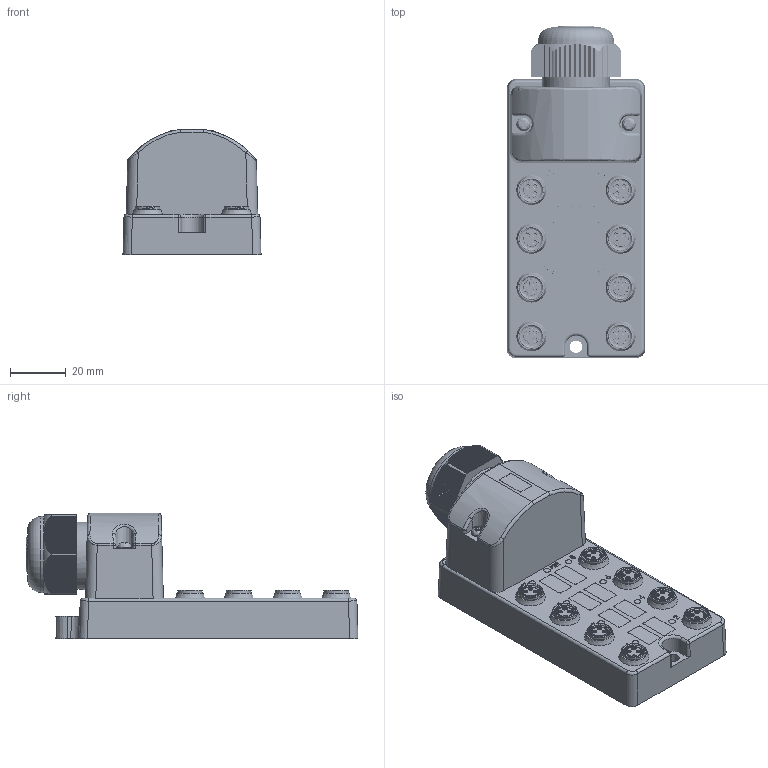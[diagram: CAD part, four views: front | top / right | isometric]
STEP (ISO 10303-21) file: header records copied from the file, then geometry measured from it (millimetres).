
FILE_DESCRIPTION(/* description */ (''),/* implementation_level */ '2;1');
FILE_NAME(/* name */ '',/* time_stamp */ '2025-04-08T13:44:50+08:00',/* author */ (''),/* organization */ (''),/* preprocessor_version */ 'ST-DEVELOPER v14',/* originating_system */ 'SIEMENS PLM Software NX 8.0',/* authorisation */ '');
FILE_SCHEMA (('AUTOMOTIVE_DESIGN { 1 0 10303 214 3 1 1 1 }'));
Products named in the file (1): Admi58EC062Ddiwl
Bounding box: 49.55 x 119.1 x 45.01 mm (x, y, z)
Volume: 123159.8 mm3; surface area: 38902.9 mm2
Topology: 4 solids, 39 shells, 4508 faces, 12204 edges, 7919 vertices
Faces by surface type: plane 3294, cylinder 708, cone 162, bspline 124, torus 121, sphere 78, extrusion 21
Full cylindrical faces by diameter (mm): 1.2 x24, 1.5 x24, 2.1 x18, 2.7 x18, 2.8 x20, 3 x2, 4.5 x2, 5 x2, 7.6 x8, 8 x1, 14.5 x1, 24.105 x1
Entity records: 189278 total; most frequent: CARTESIAN_POINT 63515, ORIENTED_EDGE 23548, DIRECTION 20619, EDGE_CURVE 11774, VERTEX_POINT 7823, VECTOR 7673, LINE 7652, AXIS2_PLACEMENT_3D 6473
